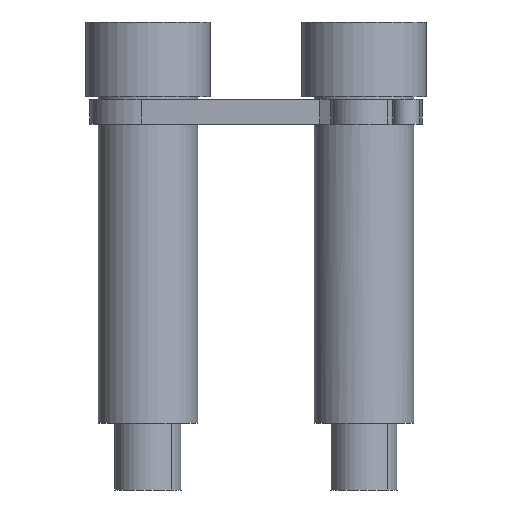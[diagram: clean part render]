
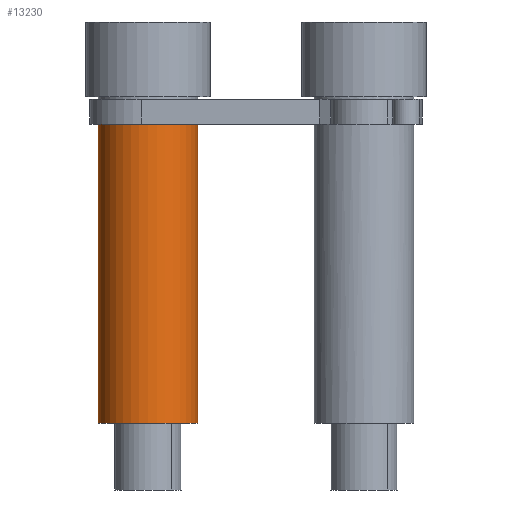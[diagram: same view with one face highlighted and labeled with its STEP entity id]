
A CAD part, front view. The second image highlights one B-rep face of the part: STEP entity #13230.
In plain terms, the highlighted cylindrical face has radius 3 mm (diameter 6 mm), a partial arc.
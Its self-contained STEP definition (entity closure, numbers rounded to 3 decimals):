
#400=CARTESIAN_POINT('',(2.652,29.116,
-0.112));
#410=DIRECTION('',(0.,-1.,0.));
#420=DIRECTION('',(0.,0.,-1.));
#430=AXIS2_PLACEMENT_3D('',#400,#410,#420);
#440=CIRCLE('',#430,3.);
#450=CARTESIAN_POINT('',(2.652,29.116,
-3.112));
#460=VERTEX_POINT('',#450);
#470=CARTESIAN_POINT('',(2.652,29.116,
2.888));
#480=VERTEX_POINT('',#470);
#510=EDGE_CURVE('',#480,#460,#440,.T.);
#12920=CARTESIAN_POINT('',(2.652,14.116,
-0.112));
#12930=DIRECTION('',(0.,-1.,0.));
#12940=DIRECTION('',(0.,0.,-1.));
#12950=AXIS2_PLACEMENT_3D('',#12920,#12930,#12940);
#12960=CYLINDRICAL_SURFACE('',#12950,3.);
#12970=CARTESIAN_POINT('',(2.652,14.116,
-3.112));
#12980=DIRECTION('',(0.,-1.,0.));
#12990=VECTOR('',#12980,1.);
#13000=LINE('',#12970,#12990);
#13010=CARTESIAN_POINT('',(2.652,11.116,
-3.112));
#13020=VERTEX_POINT('',#13010);
#13030=EDGE_CURVE('',#460,#13020,#13000,.T.);
#13040=ORIENTED_EDGE('',*,*,#13030,.T.);
#13050=ORIENTED_EDGE('',*,*,#510,.T.);
#13060=CARTESIAN_POINT('',(2.652,14.116,
2.888));
#13070=DIRECTION('',(0.,-1.,0.));
#13080=VECTOR('',#13070,1.);
#13090=LINE('',#13060,#13080);
#13100=CARTESIAN_POINT('',(2.652,11.116,
2.888));
#13110=VERTEX_POINT('',#13100);
#13120=EDGE_CURVE('',#480,#13110,#13090,.T.);
#13130=ORIENTED_EDGE('',*,*,#13120,.F.);
#13140=CARTESIAN_POINT('',(2.652,11.116,
-0.112));
#13150=DIRECTION('',(0.,-1.,0.));
#13160=DIRECTION('',(0.,0.,-1.));
#13170=AXIS2_PLACEMENT_3D('',#13140,#13150,#13160);
#13180=CIRCLE('',#13170,3.);
#13190=EDGE_CURVE('',#13110,#13020,#13180,.T.);
#13200=ORIENTED_EDGE('',*,*,#13190,.F.);
#13210=EDGE_LOOP('',(#13200,#13130,#13050,#13040));
#13220=FACE_OUTER_BOUND('',#13210,.T.);
#13230=ADVANCED_FACE('',(#13220),#12960,.T.);
